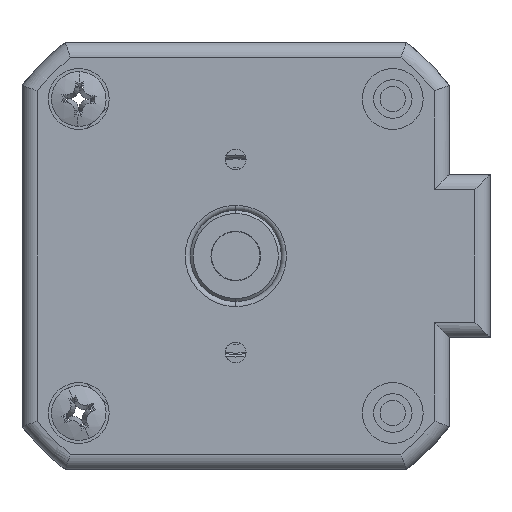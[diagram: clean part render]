
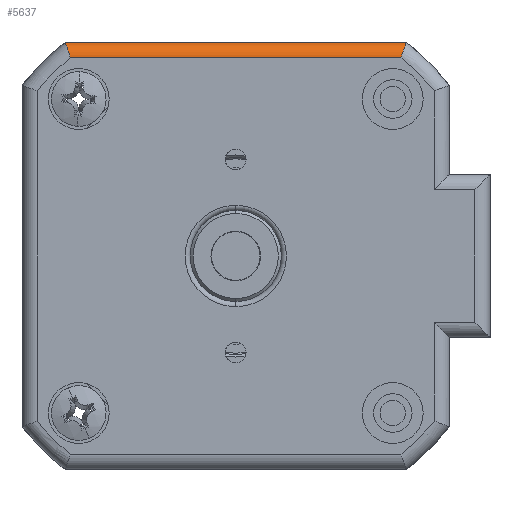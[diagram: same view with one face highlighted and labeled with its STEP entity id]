
A CAD part, front view. The second image highlights one B-rep face of the part: STEP entity #5637.
In plain terms, the highlighted cylindrical face has radius 1.5 mm (diameter 3 mm), a partial arc.
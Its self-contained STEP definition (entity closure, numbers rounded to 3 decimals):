
#146 = CARTESIAN_POINT ( 'NONE',  ( 12.067, -24.981, 37.539 ) ) ;
#289 = ORIENTED_EDGE ( 'NONE', *, *, #6376, .F. ) ;
#321 = VERTEX_POINT ( 'NONE', #9268 ) ;
#890 = CARTESIAN_POINT ( 'NONE',  ( 12.12, -24.607, 37.687 ) ) ;
#912 = FACE_OUTER_BOUND ( 'NONE', #9159, .T. ) ;
#959 = CARTESIAN_POINT ( 'NONE',  ( -21.555, -24.207, 36.238 ) ) ;
#1521 = VECTOR ( 'NONE', #7036, 1000. ) ;
#1633 = CARTESIAN_POINT ( 'NONE',  ( 12.137, -24.309, 37.738 ) ) ;
#1703 = ORIENTED_EDGE ( 'NONE', *, *, #8921, .F. ) ;
#1947 = CARTESIAN_POINT ( 'NONE',  ( -21.286, -25.527, 36.976 ) ) ;
#2576 = CARTESIAN_POINT ( 'NONE',  ( -4.709, -25.707, 36.238 ) ) ;
#2702 = CARTESIAN_POINT ( 'NONE',  ( -21.444, -25.148, 37.423 ) ) ;
#3086 = CARTESIAN_POINT ( 'NONE',  ( 11.672, -25.707, 36.428 ) ) ;
#3324 = DIRECTION ( 'NONE',  ( -1., 0., 0. ) ) ;
#3437 = CARTESIAN_POINT ( 'NONE',  ( -21.526, -24.704, 37.657 ) ) ;
#3813 = EDGE_CURVE ( 'NONE', #9232, #9566, #8901, .T. ) ;
#3836 = CARTESIAN_POINT ( 'NONE',  ( 11.604, -25.707, 36.238 ) ) ;
#3838 = CARTESIAN_POINT ( 'NONE',  ( 11.868, -25.527, 36.976 ) ) ;
#3904 = DIRECTION ( 'NONE',  ( 1., 0., 0. ) ) ;
#4113 = EDGE_CURVE ( 'NONE', #321, #5728, #5488, .T. ) ;
#4190 = CARTESIAN_POINT ( 'NONE',  ( -21.551, -24.41, 37.728 ) ) ;
#4571 = CARTESIAN_POINT ( 'NONE',  ( 12.027, -25.148, 37.423 ) ) ;
#4932 = CARTESIAN_POINT ( 'NONE',  ( -21.555, -24.207, 37.738 ) ) ;
#5320 = CARTESIAN_POINT ( 'NONE',  ( 12.109, -24.704, 37.657 ) ) ;
#5401 = ORIENTED_EDGE ( 'NONE', *, *, #4113, .T. ) ;
#5488 = B_SPLINE_CURVE_WITH_KNOTS ( 'NONE', 3,
 ( #3836, #3086, #8240, #3838, #8980, #4571, #146, #5320, #890, #6050, #1633, #6789 ),
 .UNSPECIFIED., .F., .F.,
 ( 4, 2, 2, 2, 2, 4 ),
 ( 0., 0.001, 0.001, 0.002, 0.002, 0.002 ),
 .UNSPECIFIED. ) ;
#5637 = ADVANCED_FACE ( 'NONE', ( #912 ), #6565, .T. ) ;
#5645 = CARTESIAN_POINT ( 'NONE',  ( -21.09, -25.707, 36.428 ) ) ;
#5728 = VERTEX_POINT ( 'NONE', #8444 ) ;
#6050 = CARTESIAN_POINT ( 'NONE',  ( 12.134, -24.41, 37.728 ) ) ;
#6118 = DIRECTION ( 'NONE',  ( 0., 0., -1. ) ) ;
#6285 = CARTESIAN_POINT ( 'NONE',  ( -21.555, -24.207, 37.738 ) ) ;
#6370 = CARTESIAN_POINT ( 'NONE',  ( -21.021, -25.707, 36.238 ) ) ;
#6376 = EDGE_CURVE ( 'NONE', #9566, #5728, #7421, .T. ) ;
#6526 = AXIS2_PLACEMENT_3D ( 'NONE', #959, #3904, #6118 ) ;
#6565 = CYLINDRICAL_SURFACE ( 'NONE', #6526, 1.5 ) ;
#6789 = CARTESIAN_POINT ( 'NONE',  ( 12.137, -24.207, 37.738 ) ) ;
#6812 = VECTOR ( 'NONE', #3324, 1000. ) ;
#7036 = DIRECTION ( 'NONE',  ( 1., 0., 0. ) ) ;
#7084 = CARTESIAN_POINT ( 'NONE',  ( -21.159, -25.67, 36.621 ) ) ;
#7113 = CARTESIAN_POINT ( 'NONE',  ( -21.345, -25.42, 37.143 ) ) ;
#7421 = LINE ( 'NONE', #6285, #1521 ) ;
#7865 = CARTESIAN_POINT ( 'NONE',  ( -21.485, -24.981, 37.539 ) ) ;
#8240 = CARTESIAN_POINT ( 'NONE',  ( 11.741, -25.67, 36.621 ) ) ;
#8444 = CARTESIAN_POINT ( 'NONE',  ( 12.137, -24.207, 37.738 ) ) ;
#8586 = CARTESIAN_POINT ( 'NONE',  ( -21.537, -24.607, 37.687 ) ) ;
#8820 = CARTESIAN_POINT ( 'NONE',  ( -21.021, -25.707, 36.238 ) ) ;
#8901 = B_SPLINE_CURVE_WITH_KNOTS ( 'NONE', 3,
 ( #6370, #5645, #7084, #1947, #7113, #2702, #7865, #3437, #8586, #4190, #9350, #4932 ),
 .UNSPECIFIED., .F., .F.,
 ( 4, 2, 2, 2, 2, 4 ),
 ( 0., 0.001, 0.001, 0.002, 0.002, 0.002 ),
 .UNSPECIFIED. ) ;
#8921 = EDGE_CURVE ( 'NONE', #321, #9232, #9004, .T. ) ;
#8980 = CARTESIAN_POINT ( 'NONE',  ( 11.928, -25.42, 37.143 ) ) ;
#9004 = LINE ( 'NONE', #2576, #6812 ) ;
#9159 = EDGE_LOOP ( 'NONE', ( #5401, #289, #9407, #1703 ) ) ;
#9232 = VERTEX_POINT ( 'NONE', #8820 ) ;
#9242 = CARTESIAN_POINT ( 'NONE',  ( -21.555, -24.207, 37.738 ) ) ;
#9268 = CARTESIAN_POINT ( 'NONE',  ( 11.604, -25.707, 36.238 ) ) ;
#9350 = CARTESIAN_POINT ( 'NONE',  ( -21.555, -24.309, 37.738 ) ) ;
#9407 = ORIENTED_EDGE ( 'NONE', *, *, #3813, .F. ) ;
#9566 = VERTEX_POINT ( 'NONE', #9242 ) ;
